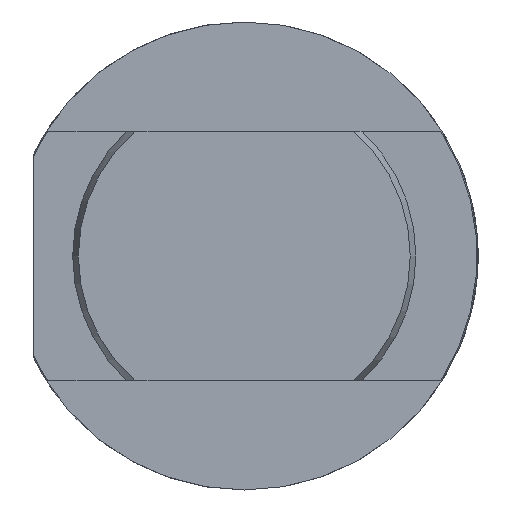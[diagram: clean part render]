
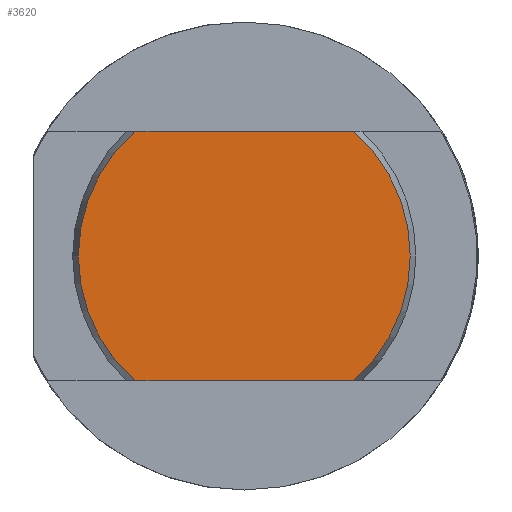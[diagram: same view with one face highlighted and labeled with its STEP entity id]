
A CAD part, left-side view. The second image highlights one B-rep face of the part: STEP entity #3620.
In plain terms, the highlighted planar face has unit normal (-1, 0, 0).
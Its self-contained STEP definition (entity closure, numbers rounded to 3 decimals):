
#29 = VECTOR ( 'NONE', #2422, 1000. ) ;
#30 = LINE ( 'NONE', #2416, #50 ) ;
#33 = CIRCLE ( 'NONE', #689, 10.636 ) ;
#40 = LINE ( 'NONE', #2421, #29 ) ;
#46 = CIRCLE ( 'NONE', #695, 10.636 ) ;
#50 = VECTOR ( 'NONE', #2417, 1000. ) ;
#138 = EDGE_LOOP ( 'NONE', ( #1095, #1094, #1093, #1092 ) ) ;
#574 = AXIS2_PLACEMENT_3D ( 'NONE', #1902, #1905, #1906 ) ;
#689 = AXIS2_PLACEMENT_3D ( 'NONE', #2374, #2375, #2376 ) ;
#695 = AXIS2_PLACEMENT_3D ( 'NONE', #2409, #2419, #2420 ) ;
#1092 = ORIENTED_EDGE ( 'NONE', *, *, #3810, .F. ) ;
#1093 = ORIENTED_EDGE ( 'NONE', *, *, #3796, .T. ) ;
#1094 = ORIENTED_EDGE ( 'NONE', *, *, #3808, .F. ) ;
#1095 = ORIENTED_EDGE ( 'NONE', *, *, #3809, .T. ) ;
#1384 = FACE_OUTER_BOUND ( 'NONE', #138, .T. ) ;
#1650 = VERTEX_POINT ( 'NONE', #3707 ) ;
#1708 = VERTEX_POINT ( 'NONE', #3366 ) ;
#1711 = VERTEX_POINT ( 'NONE', #3499 ) ;
#1725 = VERTEX_POINT ( 'NONE', #3484 ) ;
#1902 = CARTESIAN_POINT ( 'NONE',  ( 0., 0., 0. ) ) ;
#1903 = PLANE ( 'NONE',  #574 ) ;
#1905 = DIRECTION ( 'NONE',  ( 1., 0., 0. ) ) ;
#1906 = DIRECTION ( 'NONE',  ( 0., 0., -1. ) ) ;
#2374 = CARTESIAN_POINT ( 'NONE',  ( 0., 0., 0. ) ) ;
#2375 = DIRECTION ( 'NONE',  ( -1., 0., 0. ) ) ;
#2376 = DIRECTION ( 'NONE',  ( 0., 0., -1. ) ) ;
#2409 = CARTESIAN_POINT ( 'NONE',  ( 0., 0., 0. ) ) ;
#2416 = CARTESIAN_POINT ( 'NONE',  ( 0., 12.75, -8. ) ) ;
#2417 = DIRECTION ( 'NONE',  ( 0., 1., 0. ) ) ;
#2419 = DIRECTION ( 'NONE',  ( -1., 0., 0. ) ) ;
#2420 = DIRECTION ( 'NONE',  ( 0., 0., -1. ) ) ;
#2421 = CARTESIAN_POINT ( 'NONE',  ( 0., 12.75, 8. ) ) ;
#2422 = DIRECTION ( 'NONE',  ( 0., -1., 0. ) ) ;
#3366 = CARTESIAN_POINT ( 'NONE',  ( 0., -7.009, -8. ) ) ;
#3484 = CARTESIAN_POINT ( 'NONE',  ( 0., 7.009, -8. ) ) ;
#3499 = CARTESIAN_POINT ( 'NONE',  ( 0., -7.009, 8. ) ) ;
#3620 = ADVANCED_FACE ( 'NONE', ( #1384 ), #1903, .F. ) ;
#3707 = CARTESIAN_POINT ( 'NONE',  ( 0., 7.009, 8. ) ) ;
#3796 = EDGE_CURVE ( 'NONE', #1708, #1711, #33, .T. ) ;
#3808 = EDGE_CURVE ( 'NONE', #1708, #1725, #30, .T. ) ;
#3809 = EDGE_CURVE ( 'NONE', #1650, #1725, #46, .T. ) ;
#3810 = EDGE_CURVE ( 'NONE', #1650, #1711, #40, .T. ) ;
